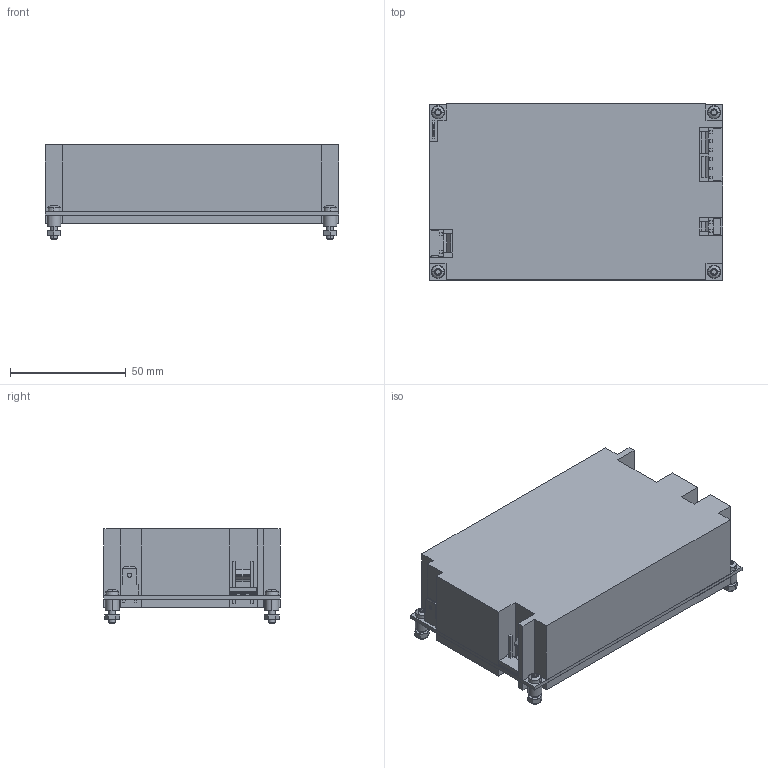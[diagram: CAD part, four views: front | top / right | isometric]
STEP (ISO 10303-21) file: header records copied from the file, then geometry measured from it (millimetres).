
FILE_DESCRIPTION((''),'2;1');
FILE_NAME('PWS_TRACO_TOP200.stp','2012-08-21T11:08:32',(''),(''),'Mechanical Desktop 2011','Mechanical Desktop 2011',', , ');
FILE_SCHEMA(('AUTOMOTIVE_DESIGN { 1 2 10303 214 1 1 1 1 }'));
Length unit declared in the file: millimetre
Products named in the file (1): Product
Bounding box: 127 x 76.2 x 40.8 mm (x, y, z)
Volume: 309847 mm3; surface area: 76129.9 mm2
Topology: 40 solids, 40 shells, 626 faces, 1524 edges, 984 vertices
Faces by surface type: plane 294, bspline 118, cone 104, cylinder 102, sphere 8
Entity records: 18608 total; most frequent: CARTESIAN_POINT 4312, ORIENTED_EDGE 3046, DIRECTION 2682, EDGE_CURVE 1523, VECTOR 1080, LINE 1080, VERTEX_POINT 982, AXIS2_PLACEMENT_3D 801
